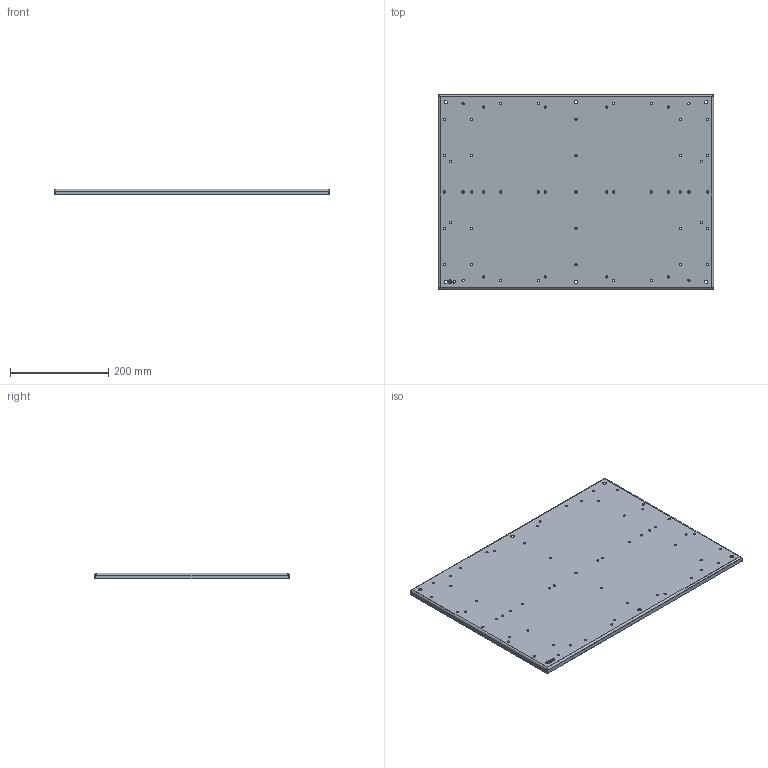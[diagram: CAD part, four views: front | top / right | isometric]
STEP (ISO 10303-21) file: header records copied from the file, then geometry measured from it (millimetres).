
FILE_DESCRIPTION(('CATIA V5 STEP Exchange','CAx-IF Rec.Pracs.--- Model Styling and Organization---1.4--- 2014-01-23'),'2;1');
FILE_NAME ('1200519-6_1', '2020-12-09T07:05:53+00:00', ('none'), ('Weidmueller'), 'CATIA Version 5-6 Release 2016 SP3 HF44', 'CATIA V5 STEP AP214', 'none');
FILE_SCHEMA(('AUTOMOTIVE_DESIGN { 1 0 10303 214 1 1 1 1 }'));
Length unit declared in the file: millimetre
Products named in the file (1): MOPL_KTB_Multi-Master_2013
Bounding box: 559 x 395 x 12 mm (x, y, z)
Volume: 355328.6 mm3; surface area: 478286.7 mm2
Topology: 1 solids, 1 shells, 327 faces, 928 edges, 608 vertices
Faces by surface type: cylinder 276, plane 43, bspline 8
Entity records: 11073 total; most frequent: CARTESIAN_POINT 3405, ORIENTED_EDGE 1856, DIRECTION 1028, EDGE_CURVE 928, VERTEX_POINT 608, AXIS2_PLACEMENT_3D 465, EDGE_LOOP 464, VECTOR 370
